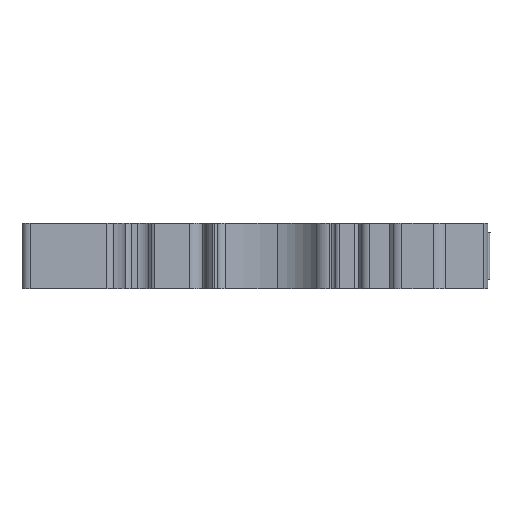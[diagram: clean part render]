
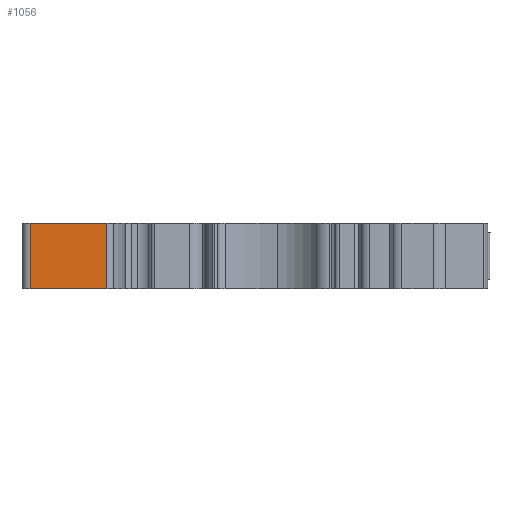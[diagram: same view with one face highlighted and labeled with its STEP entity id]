
A CAD part, front view. The second image highlights one B-rep face of the part: STEP entity #1056.
In plain terms, the highlighted planar face has unit normal (0, -1, 0).
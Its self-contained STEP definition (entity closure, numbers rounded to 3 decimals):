
#999=CARTESIAN_POINT('',(-28.2,-24.3,-4.075));
#1000=VERTEX_POINT('',#999);
#1008=CARTESIAN_POINT('',(-28.2,-24.3,4.075));
#1009=VERTEX_POINT('',#1008);
#1010=CARTESIAN_POINT('',(-28.2,-24.3,-4.075));
#1011=DIRECTION('',(0.,0.,1.));
#1012=VECTOR('',#1011,8.15);
#1013=LINE('',#1010,#1012);
#1014=EDGE_CURVE('',#1000,#1009,#1013,.T.);
#1026=CARTESIAN_POINT('',(-18.411,-24.3,4.279));
#1027=DIRECTION('',(1.,0.,0.));
#1028=DIRECTION('',(0.,-1.,0.));
#1029=AXIS2_PLACEMENT_3D('',#1026,#1028,#1027);
#1030=PLANE('',#1029);
#1031=CARTESIAN_POINT('',(-18.65,-24.3,-4.075));
#1032=VERTEX_POINT('',#1031);
#1033=CARTESIAN_POINT('',(-18.65,-24.3,4.075));
#1034=VERTEX_POINT('',#1033);
#1035=CARTESIAN_POINT('',(-18.65,-24.3,-4.075));
#1036=DIRECTION('',(0.,0.,1.));
#1037=VECTOR('',#1036,8.15);
#1038=LINE('',#1035,#1037);
#1039=EDGE_CURVE('',#1032,#1034,#1038,.T.);
#1040=ORIENTED_EDGE('E97',*,*,#1039,.T.);
#1041=CARTESIAN_POINT('',(-18.65,-24.3,4.075));
#1042=DIRECTION('',(-1.,0.,0.));
#1043=VECTOR('',#1042,9.55);
#1044=LINE('',#1041,#1043);
#1045=EDGE_CURVE('',#1034,#1009,#1044,.T.);
#1046=ORIENTED_EDGE('E98',*,*,#1045,.T.);
#1047=ORIENTED_EDGE('E98',*,*,#1014,.F.);
#1048=CARTESIAN_POINT('',(-28.2,-24.3,-4.075));
#1049=DIRECTION('',(1.,0.,0.));
#1050=VECTOR('',#1049,9.55);
#1051=LINE('',#1048,#1050);
#1052=EDGE_CURVE('',#1000,#1032,#1051,.T.);
#1053=ORIENTED_EDGE('E99',*,*,#1052,.T.);
#1054=EDGE_LOOP('',(#1040,#1046,#1047,#1053));
#1055=FACE_OUTER_BOUND('',#1054,.T.);
#1056=ADVANCED_FACE('F29',(#1055),#1030,.T.);
